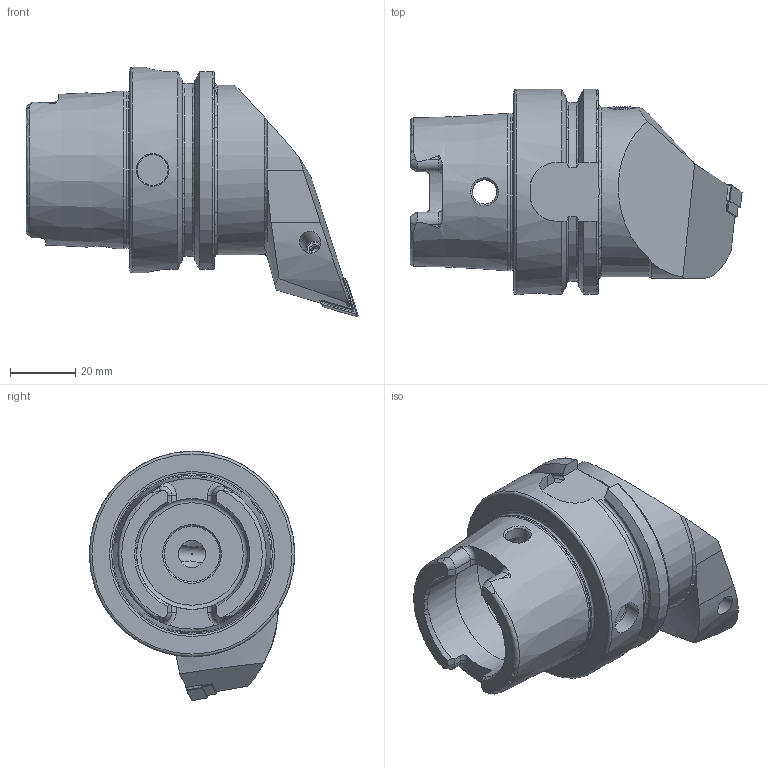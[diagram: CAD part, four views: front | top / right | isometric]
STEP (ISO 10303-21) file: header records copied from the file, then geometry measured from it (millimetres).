
FILE_DESCRIPTION (( 'STEP AP214' ), '1' );
FILE_NAME ('HA6.PDE.RHA.070-HP.STEP', '2020-09-10T10:43:50', ( '' ), ( '' ), 'SwSTEP 2.0', 'SolidWorks 2017', '' );
FILE_SCHEMA (( 'AUTOMOTIVE_DESIGN' ));
Length unit declared in the file: millimetre
Products named in the file (13): WDE-ER2.101.003_A; CHP-ER1.015.006_A; WDE-ER1.101.000; HA6-PDE.RHA.070-HP_A; WDE-ER3.101.000_A; DNMG110404; ISO 8752 2x8; DIN 7991 - M5x15; WDE-ER4.101.017_A; DIN 3771 - 13x1; HA6.PDE.RHA.070-HP; CHP-ER1.015.006; CHP-ER1.008.014_A
Assembly tree (12 placements, depth 3):
  HA6.PDE.RHA.070-HP
    HA6-PDE.RHA.070-HP_A
    CHP-ER1.008.014_A
    ISO 8752 2x8
    CHP-ER1.015.006
      CHP-ER1.015.006_A
      DIN 3771 - 13x1
      DIN 7991 - M5x15
    DNMG110404
    WDE-ER2.101.003_A
    WDE-ER4.101.017_A
    WDE-ER3.101.000_A
    WDE-ER1.101.000
Bounding box: 101.9 x 63 x 76.5 mm (x, y, z)
Volume: 134784.6 mm3; surface area: 33343.2 mm2
Topology: 11 solids, 11 shells, 395 faces, 997 edges, 625 vertices
Faces by surface type: plane 176, cylinder 84, cone 81, torus 31, bspline 23
Full cylindrical faces by diameter (mm): 2 x1, 2.5 x3, 2.87 x1, 3 x1, 3.81 x1, 4.2 x3, 4.8 x1, 5 x3, 5.2 x1, 5.5 x1, 5.9 x1, 6 x1, 6.4 x1, 7 x1, 7.5 x2, 8 x1, 8.4 x1, 8.5 x1, 10 x2, 13.4 x1, 15 x4, 17 x1, 19 x1, 34 x2, 40 x1, 47.941 x1, 52 x1, 63 x1
Entity records: 14658 total; most frequent: CARTESIAN_POINT 5029, ORIENTED_EDGE 1734, DIRECTION 1674, EDGE_CURVE 867, AXIS2_PLACEMENT_3D 659, VERTEX_POINT 593, EDGE_LOOP 514, FACE_OUTER_BOUND 448
